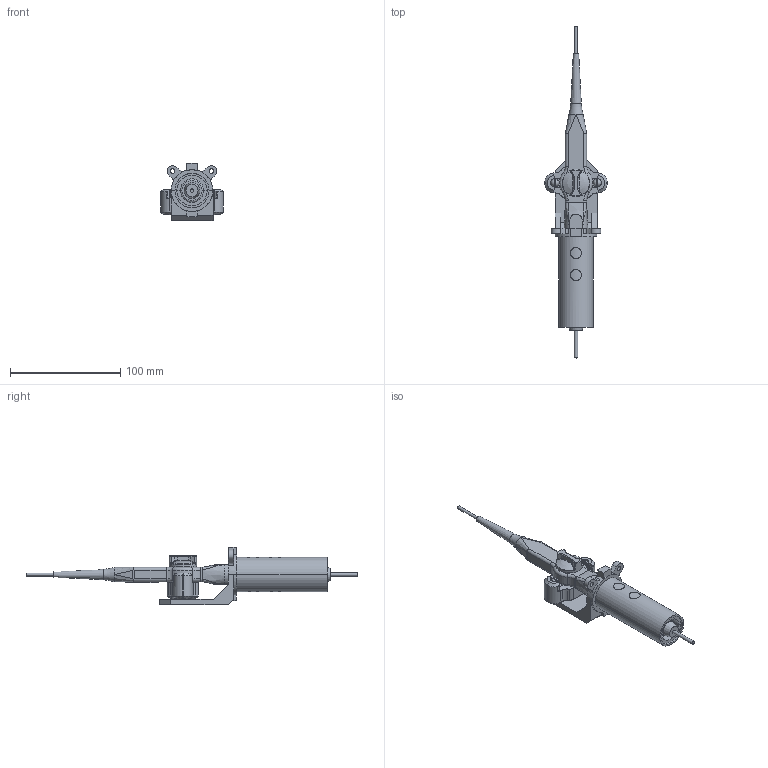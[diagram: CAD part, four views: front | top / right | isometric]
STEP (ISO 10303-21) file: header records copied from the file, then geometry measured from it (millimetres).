
FILE_DESCRIPTION(/* description */ (''),/* implementation_level */ '2;1');
FILE_NAME(/* name */ 'Blazer II XP Caddy.step',/* time_stamp */ '2023-12-09T17:41:18Z',/* author */ (''),/* organization */ (''),/* preprocessor_version */ 'ST-DEVELOPER v20',/* originating_system */ 'Autodesk Translation Framework v12.14.0.127',/* authorisation */ '');
FILE_SCHEMA (('AUTOMOTIVE_DESIGN { 1 0 10303 214 3 1 1 }'));
Length unit declared in the file: millimetre
Products named in the file (9): Blazer II XP; Silicone Insert; PETG; Upper; Lower; 6802RS; Mini Platform; Blazer II XP_1; Knob Carrier v1 (1)
Assembly tree (8 placements, depth 3):
  Blazer II XP
    Silicone Insert
    PETG
      Upper
      Lower
    6802RS
    Mini Platform
    Blazer II XP_1
    Knob Carrier v1 (1)
Bounding box: 57 x 301.5 x 52.38 mm (x, y, z)
Volume: 138714.4 mm3; surface area: 63931.6 mm2
Topology: 12 solids, 12 shells, 427 faces, 1060 edges, 659 vertices
Faces by surface type: plane 156, cylinder 153, bspline 44, torus 36, cone 26, sphere 12
Full cylindrical faces by diameter (mm): 2.4 x3, 2.667 x1, 3.2 x2, 3.25 x1, 4.3 x2, 10 x4, 14.5 x1, 14.75 x1, 15 x1, 17.5 x1, 21.25 x1, 23.75 x1, 24 x1, 24.75 x1
Entity records: 17463 total; most frequent: CARTESIAN_POINT 7104, DIRECTION 2138, ORIENTED_EDGE 2102, EDGE_CURVE 1051, AXIS2_PLACEMENT_3D 821, VERTEX_POINT 659, LINE 496, VECTOR 496
